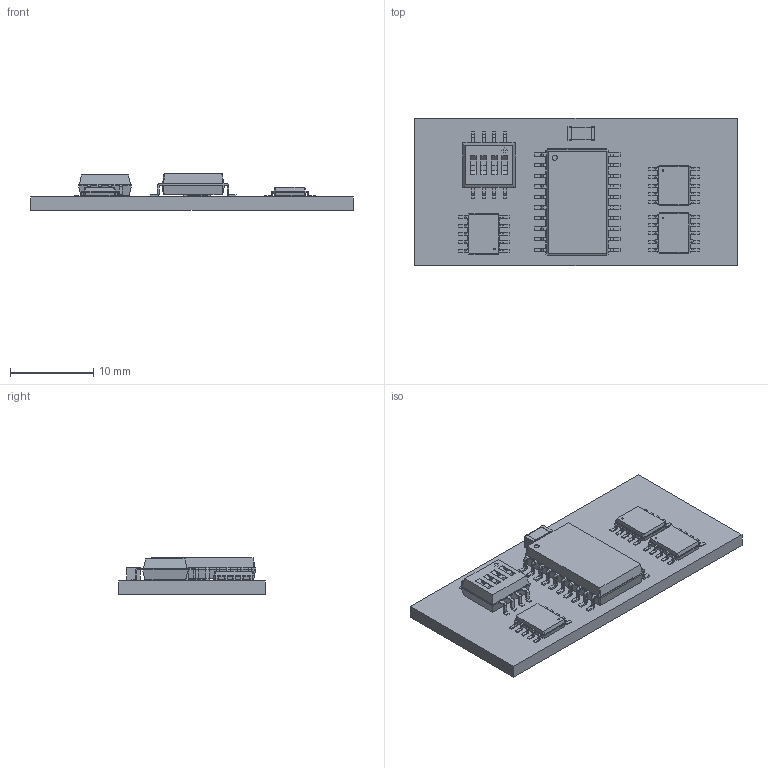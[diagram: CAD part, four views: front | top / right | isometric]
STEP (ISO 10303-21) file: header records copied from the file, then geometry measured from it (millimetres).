
FILE_DESCRIPTION(('KiCad electronic assembly'),'2;1');
FILE_NAME('RC-DC-Motor_Splitter.step','2021-01-23T19:11:46',('An Author' ),('A Company'),'Open CASCADE STEP processor 6.9', 'KiCad to STEP converter','Unknown');
FILE_SCHEMA(('AUTOMOTIVE_DESIGN { 1 0 10303 214 1 1 1 1 }'));
Length unit declared in the file: millimetre
Products named in the file (10): Open CASCADE STEP translator 6.9 1; SW_DIP_SPSTx04_Slide_Copal_CHS-04B_W7.62mm_P1.27mm; SOLID; SSOP-10_3.9x4.9mm_P1.00mm; SOIC-20W_7.5x12.8mm_P1.27mm; C_1206_3216Metric
Assembly tree (11 placements, depth 3):
  Open CASCADE STEP translator 6.9 1
    SW_DIP_SPSTx04_Slide_Copal_CHS-04B_W7.62mm_P1.27mm
      SOLID
    SSOP-10_3.9x4.9mm_P1.00mm  x3
      SOLID
    SOIC-20W_7.5x12.8mm_P1.27mm
      SOLID
    C_1206_3216Metric
      SOLID
    SOLID
Bounding box: 38.73 x 17.65 x 4.4 mm (x, y, z)
Volume: 1469.7 mm3; surface area: 2259.3 mm2
Topology: 7 solids, 7 shells, 1119 faces, 2933 edges, 1839 vertices
Faces by surface type: plane 697, cylinder 248, bspline 174
Full cylindrical faces by diameter (mm): 0.2 x3, 0.6 x1
Entity records: 54387 total; most frequent: CARTESIAN_POINT 10239, DIRECTION 7045, LINE 4907, VECTOR 4907, ORIENTED_EDGE 3926, PCURVE 3926, DEFINITIONAL_REPRESENTATION 3926, EDGE_CURVE 1963
